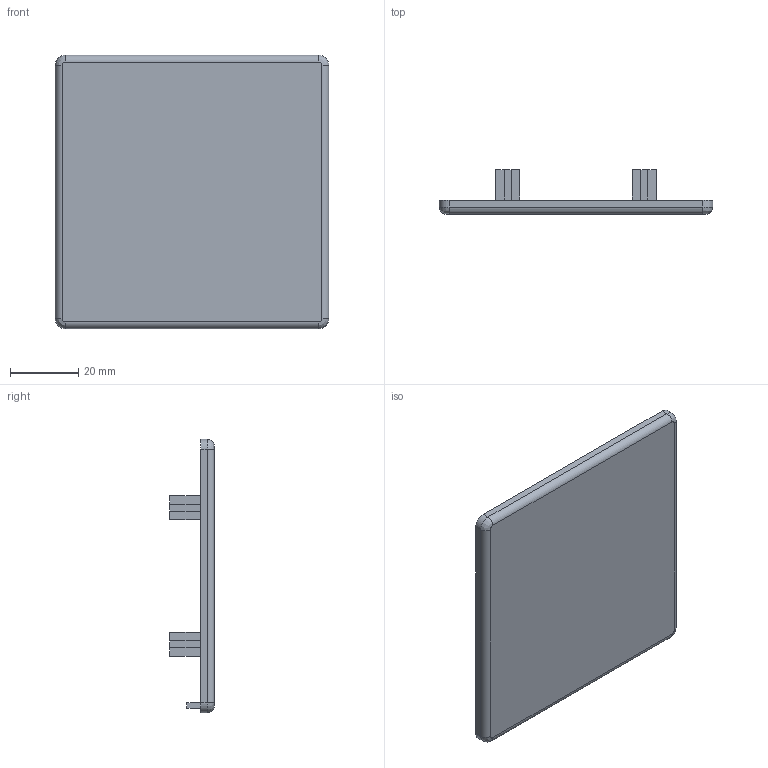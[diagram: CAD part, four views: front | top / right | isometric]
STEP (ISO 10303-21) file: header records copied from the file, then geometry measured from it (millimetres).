
FILE_DESCRIPTION((''),'2;1');
FILE_NAME('AR3457.stp','2021-02-23T15:52:55',('arma03'),(''),'Autodesk Inventor 2013','Autodesk Inventor 2013','');
FILE_SCHEMA(('AUTOMOTIVE_DESIGN { 1 0 10303 214 1 1 1 1 }'));
Length unit declared in the file: millimetre
Products named in the file (1): AR3457
Bounding box: 80 x 13 x 80 mm (x, y, z)
Volume: 23547.1 mm3; surface area: 15088.5 mm2
Topology: 1 solids, 1 shells, 87 faces, 232 edges, 152 vertices
Faces by surface type: plane 71, cylinder 12, bspline 4
Entity records: 2863 total; most frequent: CARTESIAN_POINT 648, ORIENTED_EDGE 464, DIRECTION 428, EDGE_CURVE 232, VECTOR 204, LINE 204, VERTEX_POINT 152, AXIS2_PLACEMENT_3D 112
